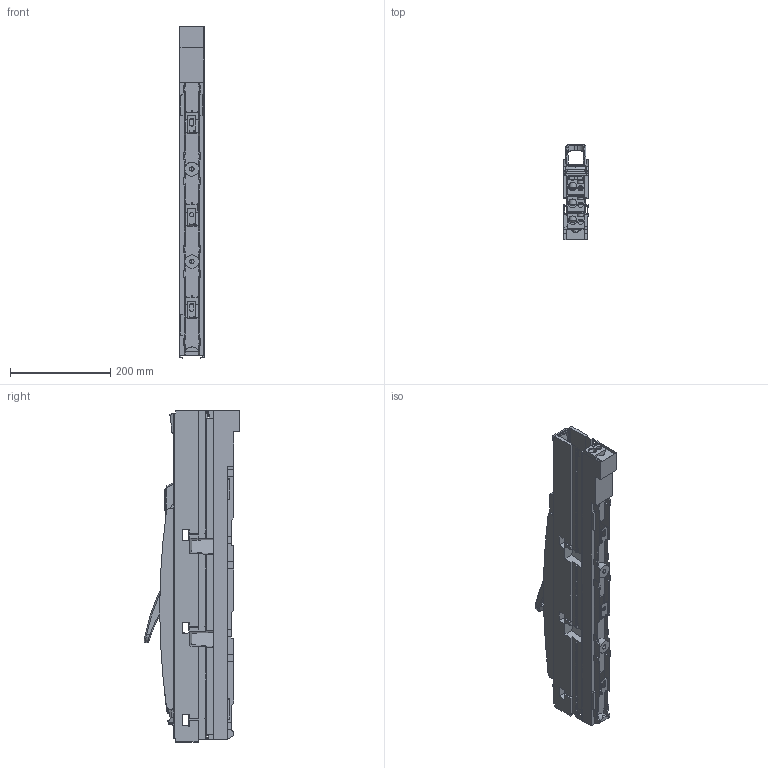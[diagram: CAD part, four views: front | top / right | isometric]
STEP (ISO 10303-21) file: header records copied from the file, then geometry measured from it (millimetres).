
FILE_DESCRIPTION((''),'2;1');
FILE_NAME('1SEP622380R0001_ASM','2023-07-02T11:19:13',('sarey'),(''),'CREO PARAMETRIC BY PTC INC, 2017260','CREO PARAMETRIC BY PTC INC, 2017260','');
FILE_SCHEMA(('AUTOMOTIVE_DESIGN { 1 0 10303 214 1 1 1 1 }'));
Products named in the file (1): 1SEP622380R0001_ASM
Bounding box: 48.99 x 191.35 x 663.12 mm (x, y, z)
Surface area: 459185.6 mm2 (no closed solid volume)
Topology: 0 solids, 140 shells, 2069 faces, 7896 edges, 5957 vertices
Faces by surface type: plane 1304, cylinder 558, extrusion 58, torus 54, cone 50, bspline 35, sphere 10
Entity records: 117150 total; most frequent: CARTESIAN_POINT 30638, ORIENTED_EDGE 13120, DIRECTION 10916, EDGE_CURVE 7891, PRESENTATION_STYLE_ASSIGNMENT 7357, STYLED_ITEM 7357, CURVE_STYLE 6926, VERTEX_POINT 5957
